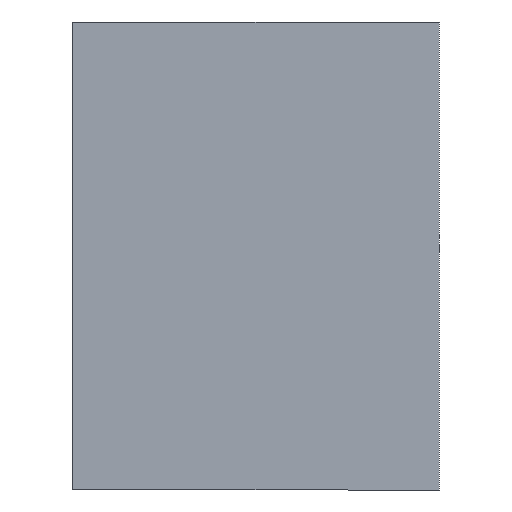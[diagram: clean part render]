
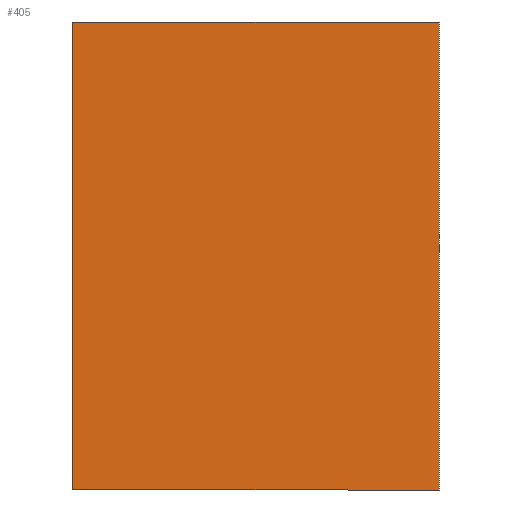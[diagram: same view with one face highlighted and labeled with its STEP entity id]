
A CAD part, front view. The second image highlights one B-rep face of the part: STEP entity #405.
In plain terms, the highlighted planar face has unit normal (0, -1, 0).
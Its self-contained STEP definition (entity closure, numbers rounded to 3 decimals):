
#5 = CARTESIAN_POINT ( 'NONE',  ( 33., -1., 0. ) ) ;
#25 = VECTOR ( 'NONE', #342, 1000. ) ;
#47 = CARTESIAN_POINT ( 'NONE',  ( -1., -1., -43.4 ) ) ;
#70 = ORIENTED_EDGE ( 'NONE', *, *, #735, .F. ) ;
#71 = VECTOR ( 'NONE', #132, 1000. ) ;
#130 = DIRECTION ( 'NONE',  ( 0., 1., 0. ) ) ;
#132 = DIRECTION ( 'NONE',  ( -1., 0., 0. ) ) ;
#141 = CARTESIAN_POINT ( 'NONE',  ( 32., -1., -43.4 ) ) ;
#146 = EDGE_CURVE ( 'NONE', #656, #290, #213, .T. ) ;
#148 = CARTESIAN_POINT ( 'NONE',  ( 0., -1., 0. ) ) ;
#188 = CARTESIAN_POINT ( 'NONE',  ( 0., -1., 0. ) ) ;
#201 = LINE ( 'NONE', #148, #278 ) ;
#204 = AXIS2_PLACEMENT_3D ( 'NONE', #188, #130, #610 ) ;
#205 = DIRECTION ( 'NONE',  ( 1., 0., 0. ) ) ;
#209 = DIRECTION ( 'NONE',  ( 0., 0., -1. ) ) ;
#213 = LINE ( 'NONE', #386, #490 ) ;
#228 = CARTESIAN_POINT ( 'NONE',  ( -1., -1., -42.4 ) ) ;
#278 = VECTOR ( 'NONE', #205, 1000. ) ;
#290 = VERTEX_POINT ( 'NONE', #335 ) ;
#310 = ORIENTED_EDGE ( 'NONE', *, *, #590, .F. ) ;
#335 = CARTESIAN_POINT ( 'NONE',  ( 33., -1., -43.4 ) ) ;
#342 = DIRECTION ( 'NONE',  ( 0., 0., 1. ) ) ;
#357 = VERTEX_POINT ( 'NONE', #605 ) ;
#362 = ORIENTED_EDGE ( 'NONE', *, *, #146, .F. ) ;
#369 = ORIENTED_EDGE ( 'NONE', *, *, #553, .F. ) ;
#372 = FACE_OUTER_BOUND ( 'NONE', #495, .T. ) ;
#386 = CARTESIAN_POINT ( 'NONE',  ( 33., -1., 0. ) ) ;
#405 = ADVANCED_FACE ( 'NONE', ( #372 ), #714, .F. ) ;
#490 = VECTOR ( 'NONE', #209, 1000. ) ;
#495 = EDGE_LOOP ( 'NONE', ( #310, #70, #362, #369 ) ) ;
#500 = LINE ( 'NONE', #141, #71 ) ;
#533 = LINE ( 'NONE', #228, #25 ) ;
#553 = EDGE_CURVE ( 'NONE', #357, #656, #201, .T. ) ;
#579 = VERTEX_POINT ( 'NONE', #47 ) ;
#590 = EDGE_CURVE ( 'NONE', #579, #357, #533, .T. ) ;
#605 = CARTESIAN_POINT ( 'NONE',  ( -1., -1., 0. ) ) ;
#610 = DIRECTION ( 'NONE',  ( 0., 0., 1. ) ) ;
#656 = VERTEX_POINT ( 'NONE', #5 ) ;
#714 = PLANE ( 'NONE',  #204 ) ;
#735 = EDGE_CURVE ( 'NONE', #290, #579, #500, .T. ) ;
